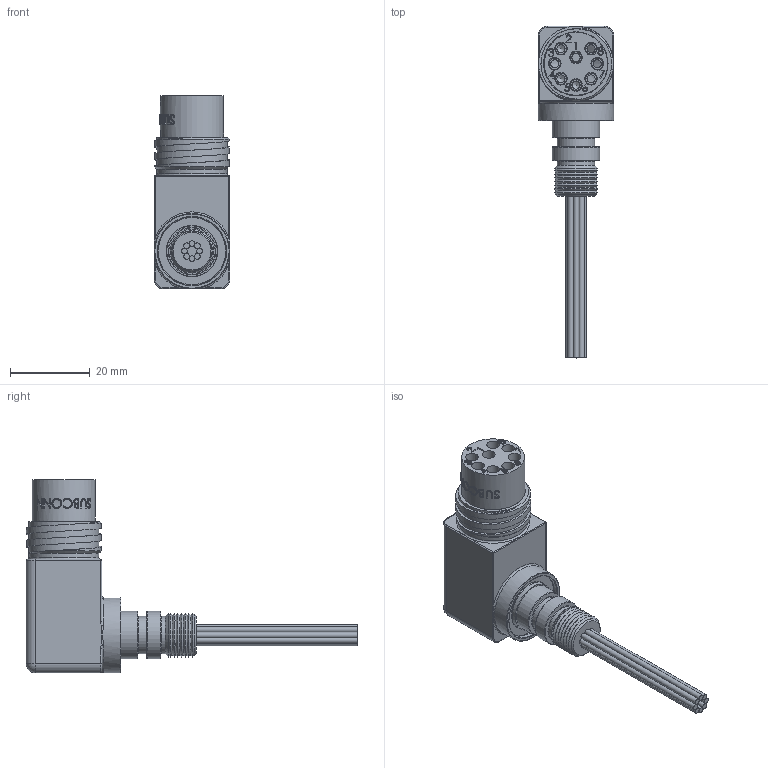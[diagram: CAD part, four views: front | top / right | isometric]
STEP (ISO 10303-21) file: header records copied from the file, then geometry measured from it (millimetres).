
FILE_DESCRIPTION(/* description */ (''),/* implementation_level */ '2;1');
FILE_NAME(/* name */ 'MCBHRA8F 2 O-ring.stp',/* time_stamp */ '2021-03-01T08:38:34+01:00',/* author */ ('sh'),/* organization */ (''),/* preprocessor_version */ 'ST-DEVELOPER v17.2',/* originating_system */ 'Autodesk Inventor 2019',/* authorisation */ '');
FILE_SCHEMA (('AUTOMOTIVE_DESIGN { 1 0 10303 214 3 1 1 }'));
Length unit declared in the file: millimetre
Products named in the file (1): MCBHRA8F 2 O-ring
Bounding box: 19.05 x 83.49 x 48.79 mm (x, y, z)
Volume: 17553.2 mm3; surface area: 8332.2 mm2
Topology: 1 solids, 10 shells, 636 faces, 1950 edges, 1377 vertices
Faces by surface type: plane 225, bspline 124, cylinder 114, torus 107, cone 62, sphere 4
Full cylindrical faces by diameter (mm): 1.448 x8, 2.037 x8, 2.057 x8, 2.743 x8, 3.175 x40, 7.239 x1, 9.398 x2, 11.938 x2, 12.7 x1, 15.875 x2, 17.145 x1, 17.628 x2, 18.847 x2, 18.923 x1
Entity records: 33491 total; most frequent: CARTESIAN_POINT 16030, ORIENTED_EDGE 3792, DIRECTION 3475, EDGE_CURVE 1896, AXIS2_PLACEMENT_3D 1384, VERTEX_POINT 1293, CIRCLE 807, EDGE_LOOP 731
